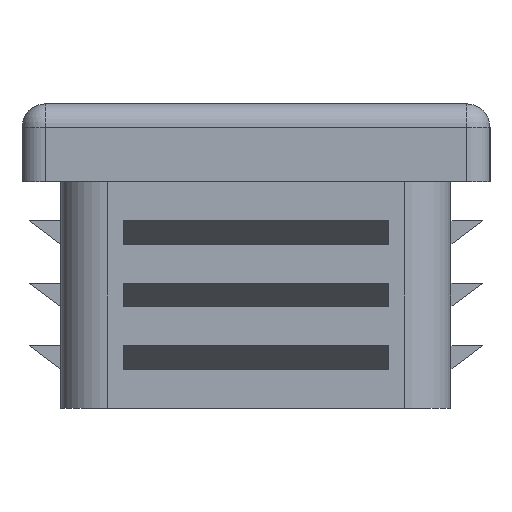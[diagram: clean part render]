
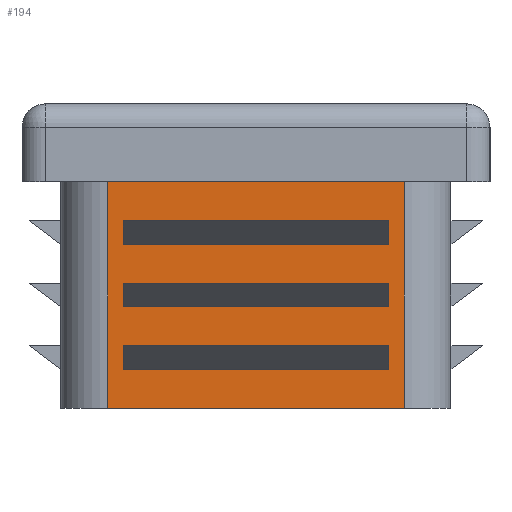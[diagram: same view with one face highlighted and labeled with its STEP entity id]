
A CAD part, left-side view. The second image highlights one B-rep face of the part: STEP entity #194.
In plain terms, the highlighted planar face has unit normal (-1, 0, 0).
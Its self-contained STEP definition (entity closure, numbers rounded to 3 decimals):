
#194 = ADVANCED_FACE( '', ( #431, #432, #433, #434 ), #435, .F. );
#431 = FACE_BOUND( '', #704, .T. );
#432 = FACE_BOUND( '', #705, .T. );
#433 = FACE_BOUND( '', #706, .T. );
#434 = FACE_OUTER_BOUND( '', #707, .T. );
#435 = PLANE( '', #708 );
#704 = EDGE_LOOP( '', ( #1201, #1202, #1203, #1204 ) );
#705 = EDGE_LOOP( '', ( #1205, #1206, #1207, #1208 ) );
#706 = EDGE_LOOP( '', ( #1209, #1210, #1211, #1212 ) );
#707 = EDGE_LOOP( '', ( #1213, #1214, #1215, #1216 ) );
#708 = AXIS2_PLACEMENT_3D( '', #1217, #1218, #1219 );
#1201 = ORIENTED_EDGE( '', *, *, #1683, .F. );
#1202 = ORIENTED_EDGE( '', *, *, #1696, .F. );
#1203 = ORIENTED_EDGE( '', *, *, #1691, .T. );
#1204 = ORIENTED_EDGE( '', *, *, #1746, .T. );
#1205 = ORIENTED_EDGE( '', *, *, #1747, .F. );
#1206 = ORIENTED_EDGE( '', *, *, #1748, .F. );
#1207 = ORIENTED_EDGE( '', *, *, #1749, .T. );
#1208 = ORIENTED_EDGE( '', *, *, #1726, .T. );
#1209 = ORIENTED_EDGE( '', *, *, #1750, .F. );
#1210 = ORIENTED_EDGE( '', *, *, #1751, .F. );
#1211 = ORIENTED_EDGE( '', *, *, #1676, .T. );
#1212 = ORIENTED_EDGE( '', *, *, #1701, .T. );
#1213 = ORIENTED_EDGE( '', *, *, #1752, .F. );
#1214 = ORIENTED_EDGE( '', *, *, #1753, .T. );
#1215 = ORIENTED_EDGE( '', *, *, #1754, .T. );
#1216 = ORIENTED_EDGE( '', *, *, #1755, .T. );
#1217 = CARTESIAN_POINT( '', ( -57.5, 12.5, 14.5 ) );
#1218 = DIRECTION( '', ( 1., 0., 0. ) );
#1219 = DIRECTION( '', ( 0., 1., 0. ) );
#1676 = EDGE_CURVE( '', #2036, #2034, #2037, .T. );
#1683 = EDGE_CURVE( '', #2047, #2042, #2049, .T. );
#1691 = EDGE_CURVE( '', #2062, #2060, #2063, .T. );
#1696 = EDGE_CURVE( '', #2062, #2047, #2068, .T. );
#1701 = EDGE_CURVE( '', #2034, #2074, #2075, .T. );
#1726 = EDGE_CURVE( '', #2107, #2108, #2109, .T. );
#1746 = EDGE_CURVE( '', #2060, #2042, #2134, .T. );
#1747 = EDGE_CURVE( '', #2135, #2108, #2136, .T. );
#1748 = EDGE_CURVE( '', #2137, #2135, #2138, .T. );
#1749 = EDGE_CURVE( '', #2137, #2107, #2139, .T. );
#1750 = EDGE_CURVE( '', #2140, #2074, #2141, .T. );
#1751 = EDGE_CURVE( '', #2036, #2140, #2142, .T. );
#1752 = EDGE_CURVE( '', #2143, #2144, #2145, .T. );
#1753 = EDGE_CURVE( '', #2143, #2146, #2147, .T. );
#1754 = EDGE_CURVE( '', #2146, #2148, #2149, .T. );
#1755 = EDGE_CURVE( '', #2148, #2144, #2150, .F. );
#2034 = VERTEX_POINT( '', #2517 );
#2036 = VERTEX_POINT( '', #2520 );
#2037 = LINE( '', #2521, #2522 );
#2042 = VERTEX_POINT( '', #2529 );
#2047 = VERTEX_POINT( '', #2536 );
#2049 = LINE( '', #2539, #2540 );
#2060 = VERTEX_POINT( '', #2555 );
#2062 = VERTEX_POINT( '', #2558 );
#2063 = LINE( '', #2559, #2560 );
#2068 = LINE( '', #2567, #2568 );
#2074 = VERTEX_POINT( '', #2576 );
#2075 = LINE( '', #2577, #2578 );
#2107 = VERTEX_POINT( '', #2624 );
#2108 = VERTEX_POINT( '', #2625 );
#2109 = LINE( '', #2626, #2627 );
#2134 = LINE( '', #2661, #2662 );
#2135 = VERTEX_POINT( '', #2663 );
#2136 = LINE( '', #2664, #2665 );
#2137 = VERTEX_POINT( '', #2666 );
#2138 = LINE( '', #2667, #2668 );
#2139 = LINE( '', #2669, #2670 );
#2140 = VERTEX_POINT( '', #2671 );
#2141 = LINE( '', #2672, #2673 );
#2142 = LINE( '', #2674, #2675 );
#2143 = VERTEX_POINT( '', #2676 );
#2144 = VERTEX_POINT( '', #2677 );
#2145 = LINE( '', #2678, #2679 );
#2146 = VERTEX_POINT( '', #2680 );
#2147 = LINE( '', #2681, #2682 );
#2148 = VERTEX_POINT( '', #2683 );
#2149 = LINE( '', #2684, #2685 );
#2150 = LINE( '', #2686, #2687 );
#2517 = CARTESIAN_POINT( '', ( -57.5, 8.5, 10.5 ) );
#2520 = CARTESIAN_POINT( '', ( -57.5, -8.5, 10.5 ) );
#2521 = CARTESIAN_POINT( '', ( -57.5, -8.5, 10.5 ) );
#2522 = VECTOR( '', #2920, 1000. );
#2529 = CARTESIAN_POINT( '', ( -57.5, 8.5, 4. ) );
#2536 = CARTESIAN_POINT( '', ( -57.5, -8.5, 4. ) );
#2539 = CARTESIAN_POINT( '', ( -57.5, -8.5, 4. ) );
#2540 = VECTOR( '', #2926, 1000. );
#2555 = CARTESIAN_POINT( '', ( -57.5, 8.5, 2.5 ) );
#2558 = CARTESIAN_POINT( '', ( -57.5, -8.5, 2.5 ) );
#2559 = CARTESIAN_POINT( '', ( -57.5, -8.5, 2.5 ) );
#2560 = VECTOR( '', #2932, 1000. );
#2567 = CARTESIAN_POINT( '', ( -57.5, -8.5, 2.5 ) );
#2568 = VECTOR( '', #2935, 1000. );
#2576 = CARTESIAN_POINT( '', ( -57.5, 8.5, 12. ) );
#2577 = CARTESIAN_POINT( '', ( -57.5, 8.5, 10.5 ) );
#2578 = VECTOR( '', #2938, 1000. );
#2624 = CARTESIAN_POINT( '', ( -57.5, 8.5, 6.5 ) );
#2625 = CARTESIAN_POINT( '', ( -57.5, 8.5, 8. ) );
#2626 = CARTESIAN_POINT( '', ( -57.5, 8.5, 6.5 ) );
#2627 = VECTOR( '', #2959, 1000. );
#2661 = CARTESIAN_POINT( '', ( -57.5, 8.5, 2.5 ) );
#2662 = VECTOR( '', #2984, 1000. );
#2663 = CARTESIAN_POINT( '', ( -57.5, -8.5, 8. ) );
#2664 = CARTESIAN_POINT( '', ( -57.5, -8.5, 8. ) );
#2665 = VECTOR( '', #2985, 1000. );
#2666 = CARTESIAN_POINT( '', ( -57.5, -8.5, 6.5 ) );
#2667 = CARTESIAN_POINT( '', ( -57.5, -8.5, 6.5 ) );
#2668 = VECTOR( '', #2986, 1000. );
#2669 = CARTESIAN_POINT( '', ( -57.5, -8.5, 6.5 ) );
#2670 = VECTOR( '', #2987, 1000. );
#2671 = CARTESIAN_POINT( '', ( -57.5, -8.5, 12. ) );
#2672 = CARTESIAN_POINT( '', ( -57.5, -8.5, 12. ) );
#2673 = VECTOR( '', #2988, 1000. );
#2674 = CARTESIAN_POINT( '', ( -57.5, -8.5, 10.5 ) );
#2675 = VECTOR( '', #2989, 1000. );
#2676 = CARTESIAN_POINT( '', ( -57.5, 9.5, 14.5 ) );
#2677 = CARTESIAN_POINT( '', ( -57.5, -9.5, 14.5 ) );
#2678 = CARTESIAN_POINT( '', ( -57.5, 12.5, 14.5 ) );
#2679 = VECTOR( '', #2990, 1000. );
#2680 = CARTESIAN_POINT( '', ( -57.5, 9.5, 0. ) );
#2681 = CARTESIAN_POINT( '', ( -57.5, 9.5, 14.5 ) );
#2682 = VECTOR( '', #2991, 1000. );
#2683 = CARTESIAN_POINT( '', ( -57.5, -9.5, 0. ) );
#2684 = CARTESIAN_POINT( '', ( -57.5, 12.5, 0. ) );
#2685 = VECTOR( '', #2992, 1000. );
#2686 = CARTESIAN_POINT( '', ( -57.5, -9.5, 14.5 ) );
#2687 = VECTOR( '', #2993, 1000. );
#2920 = DIRECTION( '', ( 0., 1., 0. ) );
#2926 = DIRECTION( '', ( 0., 1., 0. ) );
#2932 = DIRECTION( '', ( 0., 1., 0. ) );
#2935 = DIRECTION( '', ( 0., 0., 1. ) );
#2938 = DIRECTION( '', ( 0., 0., 1. ) );
#2959 = DIRECTION( '', ( 0., 0., 1. ) );
#2984 = DIRECTION( '', ( 0., 0., 1. ) );
#2985 = DIRECTION( '', ( 0., 1., 0. ) );
#2986 = DIRECTION( '', ( 0., 0., 1. ) );
#2987 = DIRECTION( '', ( 0., 1., 0. ) );
#2988 = DIRECTION( '', ( 0., 1., 0. ) );
#2989 = DIRECTION( '', ( 0., 0., 1. ) );
#2990 = DIRECTION( '', ( 0., -1., 0. ) );
#2991 = DIRECTION( '', ( 0., 0., -1. ) );
#2992 = DIRECTION( '', ( 0., -1., 0. ) );
#2993 = DIRECTION( '', ( 0., 0., -1. ) );
